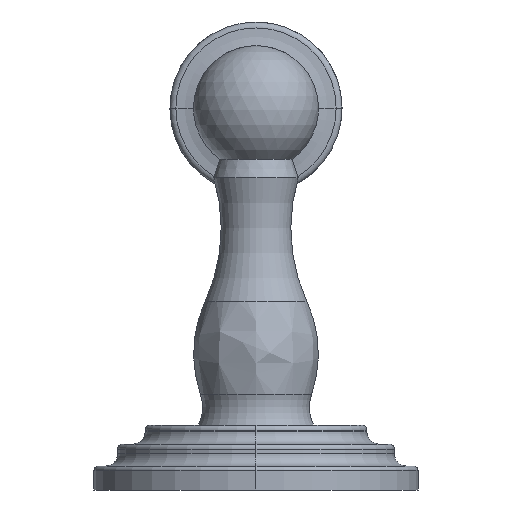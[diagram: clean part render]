
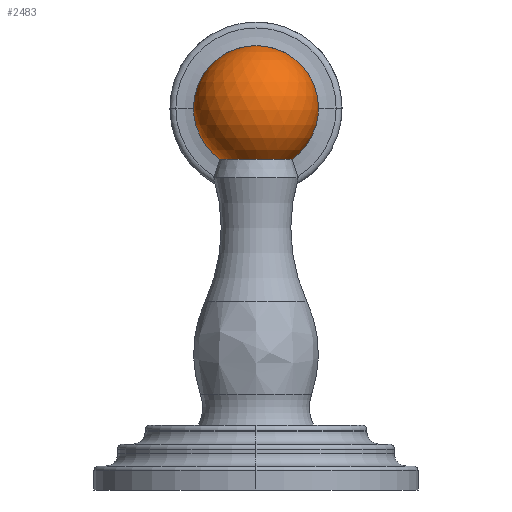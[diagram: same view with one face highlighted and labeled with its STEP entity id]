
A CAD part, left-side view. The second image highlights one B-rep face of the part: STEP entity #2483.
In plain terms, the highlighted spherical face has radius 12.516 mm.
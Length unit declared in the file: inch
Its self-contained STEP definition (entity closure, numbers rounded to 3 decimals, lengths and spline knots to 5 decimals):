
#279=CARTESIAN_POINT('',(-6.,0.,3.012));
#280=DIRECTION('',(-1.,0.,0.));
#281=DIRECTION('',(0.,-0.578,-0.816));
#282=AXIS2_PLACEMENT_3D('',#279,#280,#281);
#284=CARTESIAN_POINT('',(-6.,0.,2.60982));
#285=DIRECTION('',(0.,0.,-1.));
#286=DIRECTION('',(0.,-1.,0.));
#287=AXIS2_PLACEMENT_3D('',#284,#285,#286);
#289=CARTESIAN_POINT('',(-6.,0.,3.012));
#290=DIRECTION('',(1.,0.,0.));
#291=DIRECTION('',(0.,0.578,-0.816));
#292=AXIS2_PLACEMENT_3D('',#289,#290,#291);
#1772=CARTESIAN_POINT('',(-6.,-0.28471,2.60982));
#1773=VERTEX_POINT('',#1772);
#1774=CARTESIAN_POINT('',(-6.,0.,3.50476));
#1775=VERTEX_POINT('',#1774);
#1782=CARTESIAN_POINT('',(-6.,0.28471,2.60982));
#1783=VERTEX_POINT('',#1782);
#2473=CARTESIAN_POINT('',(-6.,0.,3.012));
#2474=DIRECTION('',(0.,0.,1.));
#2475=DIRECTION('',(0.,-1.,0.));
#2476=AXIS2_PLACEMENT_3D('',#2473,#2474,#2475);
#2477=SPHERICAL_SURFACE('',#2476,0.49276);
#2478=ORIENTED_EDGE('',*,*,#2459,.F.);
#2479=ORIENTED_EDGE('',*,*,#2436,.T.);
#2480=ORIENTED_EDGE('',*,*,#2461,.T.);
#2481=EDGE_LOOP('',(#2478,#2479,#2480));
#2482=FACE_OUTER_BOUND('',#2481,.F.);
#2483=ADVANCED_FACE('',(#2482),#2477,.T.);
#283=CIRCLE('',#282,0.49276);
#288=CIRCLE('',#287,0.28471);
#293=CIRCLE('',#292,0.49276);
#2436=EDGE_CURVE('',#1773,#1783,#288,.T.);
#2459=EDGE_CURVE('',#1773,#1775,#283,.T.);
#2461=EDGE_CURVE('',#1783,#1775,#293,.T.);
